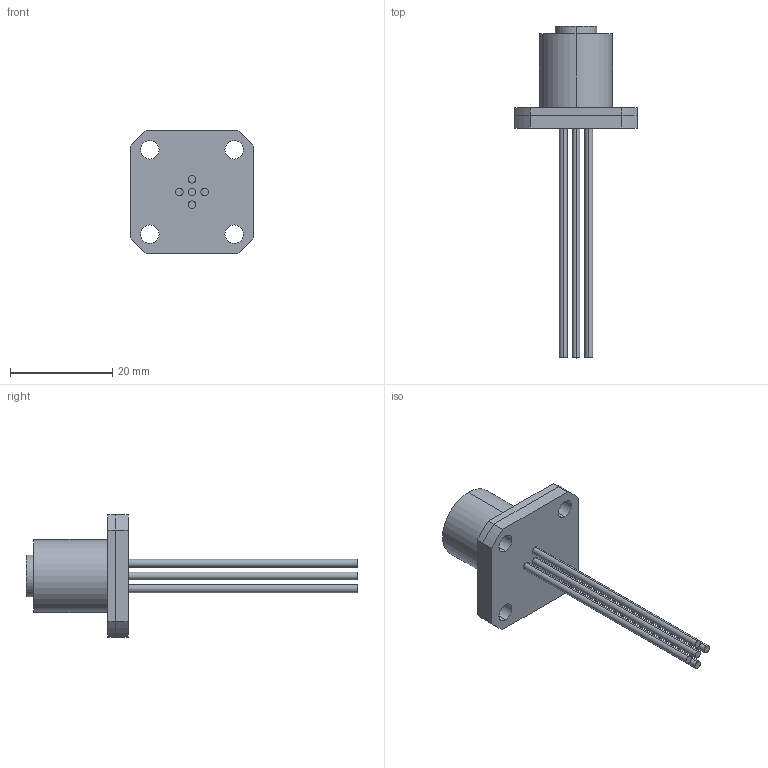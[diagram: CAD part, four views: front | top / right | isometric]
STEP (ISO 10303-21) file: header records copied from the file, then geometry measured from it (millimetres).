
FILE_DESCRIPTION (( 'STEP AP203' ), '1' );
FILE_NAME ('P194.STEP', '2020-03-31T06:30:51', ( 'edpusr' ), ( 'Microsoft' ), 'SwSTEP 2.0', 'SolidWorks 2015', '' );
FILE_SCHEMA (( 'CONFIG_CONTROL_DESIGN' ));
Length unit declared in the file: millimetre
Products named in the file (1): P194
Bounding box: 24 x 65 x 24 mm (x, y, z)
Volume: 4597.4 mm3; surface area: 5096.9 mm2
Topology: 2 solids, 2 shells, 99 faces, 236 edges, 149 vertices
Faces by surface type: cylinder 62, plane 27, cone 10
Entity records: 2951 total; most frequent: DIRECTION 550, CARTESIAN_POINT 475, ORIENTED_EDGE 452, EDGE_CURVE 226, AXIS2_PLACEMENT_3D 224, VERTEX_POINT 149, EDGE_LOOP 133, CIRCLE 124
